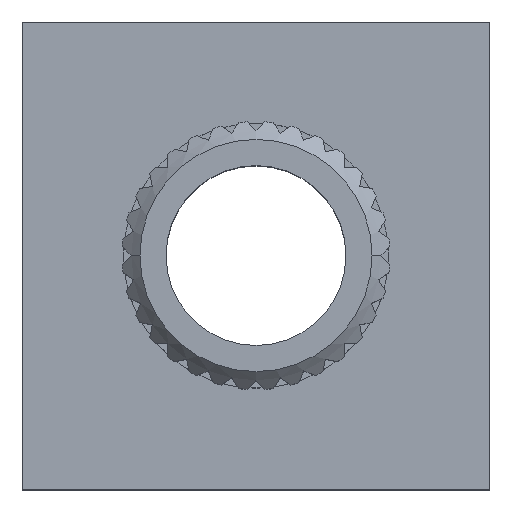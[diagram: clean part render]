
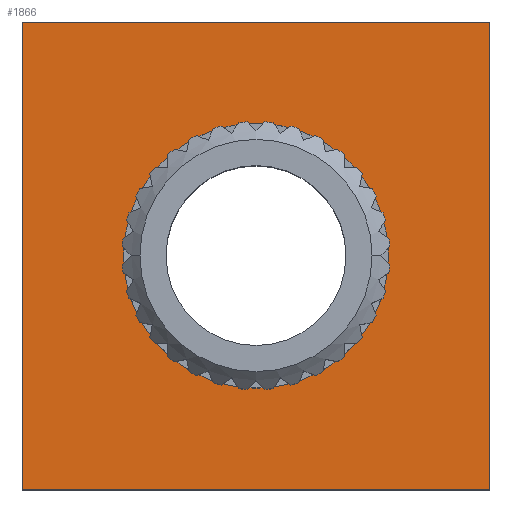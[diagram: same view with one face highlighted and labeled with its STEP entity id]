
A CAD part, top view. The second image highlights one B-rep face of the part: STEP entity #1866.
In plain terms, the highlighted planar face has unit normal (0, 0, 1).
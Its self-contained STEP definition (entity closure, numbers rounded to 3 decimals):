
#63 = CARTESIAN_POINT ( 'NONE',  ( -6.5, 6.5, 2. ) ) ;
#68 = DIRECTION ( 'NONE',  ( 1., 0., 0. ) ) ;
#186 = PLANE ( 'NONE',  #5263 ) ;
#258 = VERTEX_POINT ( 'NONE', #3556 ) ;
#267 = DIRECTION ( 'NONE',  ( 1., 0., 0. ) ) ;
#291 = LINE ( 'NONE', #63, #2205 ) ;
#315 = DIRECTION ( 'NONE',  ( 1., 0., 0. ) ) ;
#338 = LINE ( 'NONE', #5895, #3645 ) ;
#385 = EDGE_CURVE ( 'NONE', #5225, #258, #1620, .T. ) ;
#427 = ORIENTED_EDGE ( 'NONE', *, *, #3388, .F. ) ;
#455 = EDGE_CURVE ( 'NONE', #1913, #3709, #1773, .T. ) ;
#507 = CIRCLE ( 'NONE', #4412, 3.675 ) ;
#565 = DIRECTION ( 'NONE',  ( 0., -1., 0. ) ) ;
#642 = CARTESIAN_POINT ( 'NONE',  ( -6.5, 6.5, 2. ) ) ;
#715 = CARTESIAN_POINT ( 'NONE',  ( 6.5, 6.5, 2. ) ) ;
#793 = ORIENTED_EDGE ( 'NONE', *, *, #385, .F. ) ;
#1009 = EDGE_LOOP ( 'NONE', ( #2746, #2673, #4619, #1479 ) ) ;
#1424 = CARTESIAN_POINT ( 'NONE',  ( 6.5, 6.5, 2. ) ) ;
#1446 = LINE ( 'NONE', #1424, #2436 ) ;
#1474 = DIRECTION ( 'NONE',  ( 0., 1., 0. ) ) ;
#1479 = ORIENTED_EDGE ( 'NONE', *, *, #4681, .T. ) ;
#1508 = EDGE_LOOP ( 'NONE', ( #793, #427 ) ) ;
#1555 = EDGE_CURVE ( 'NONE', #1673, #1913, #1446, .T. ) ;
#1620 = CIRCLE ( 'NONE', #2963, 3.675 ) ;
#1673 = VERTEX_POINT ( 'NONE', #4912 ) ;
#1773 = LINE ( 'NONE', #5112, #6256 ) ;
#1789 = CARTESIAN_POINT ( 'NONE',  ( 0., 0., 2. ) ) ;
#1866 = ADVANCED_FACE ( 'NONE', ( #5852, #5478 ), #186, .T. ) ;
#1913 = VERTEX_POINT ( 'NONE', #715 ) ;
#2205 = VECTOR ( 'NONE', #565, 1000. ) ;
#2436 = VECTOR ( 'NONE', #1474, 1000. ) ;
#2673 = ORIENTED_EDGE ( 'NONE', *, *, #455, .T. ) ;
#2746 = ORIENTED_EDGE ( 'NONE', *, *, #1555, .T. ) ;
#2923 = CARTESIAN_POINT ( 'NONE',  ( -3.675, 0., 2. ) ) ;
#2963 = AXIS2_PLACEMENT_3D ( 'NONE', #6143, #5625, #315 ) ;
#3128 = DIRECTION ( 'NONE',  ( 0., 0., 1. ) ) ;
#3388 = EDGE_CURVE ( 'NONE', #258, #5225, #507, .T. ) ;
#3556 = CARTESIAN_POINT ( 'NONE',  ( 3.675, 0., 2. ) ) ;
#3645 = VECTOR ( 'NONE', #68, 1000. ) ;
#3709 = VERTEX_POINT ( 'NONE', #642 ) ;
#4412 = AXIS2_PLACEMENT_3D ( 'NONE', #1789, #5680, #5211 ) ;
#4594 = CARTESIAN_POINT ( 'NONE',  ( 0., 0., 2. ) ) ;
#4619 = ORIENTED_EDGE ( 'NONE', *, *, #5188, .T. ) ;
#4681 = EDGE_CURVE ( 'NONE', #5750, #1673, #338, .T. ) ;
#4912 = CARTESIAN_POINT ( 'NONE',  ( 6.5, -6.5, 2. ) ) ;
#5112 = CARTESIAN_POINT ( 'NONE',  ( -6.5, 6.5, 2. ) ) ;
#5188 = EDGE_CURVE ( 'NONE', #3709, #5750, #291, .T. ) ;
#5211 = DIRECTION ( 'NONE',  ( 1., 0., 0. ) ) ;
#5225 = VERTEX_POINT ( 'NONE', #2923 ) ;
#5263 = AXIS2_PLACEMENT_3D ( 'NONE', #4594, #3128, #267 ) ;
#5478 = FACE_BOUND ( 'NONE', #1508, .T. ) ;
#5625 = DIRECTION ( 'NONE',  ( 0., 0., 1. ) ) ;
#5680 = DIRECTION ( 'NONE',  ( 0., 0., 1. ) ) ;
#5750 = VERTEX_POINT ( 'NONE', #5975 ) ;
#5852 = FACE_OUTER_BOUND ( 'NONE', #1009, .T. ) ;
#5895 = CARTESIAN_POINT ( 'NONE',  ( -6.5, -6.5, 2. ) ) ;
#5975 = CARTESIAN_POINT ( 'NONE',  ( -6.5, -6.5, 2. ) ) ;
#6057 = DIRECTION ( 'NONE',  ( -1., 0., 0. ) ) ;
#6143 = CARTESIAN_POINT ( 'NONE',  ( 0., 0., 2. ) ) ;
#6256 = VECTOR ( 'NONE', #6057, 1000. ) ;
